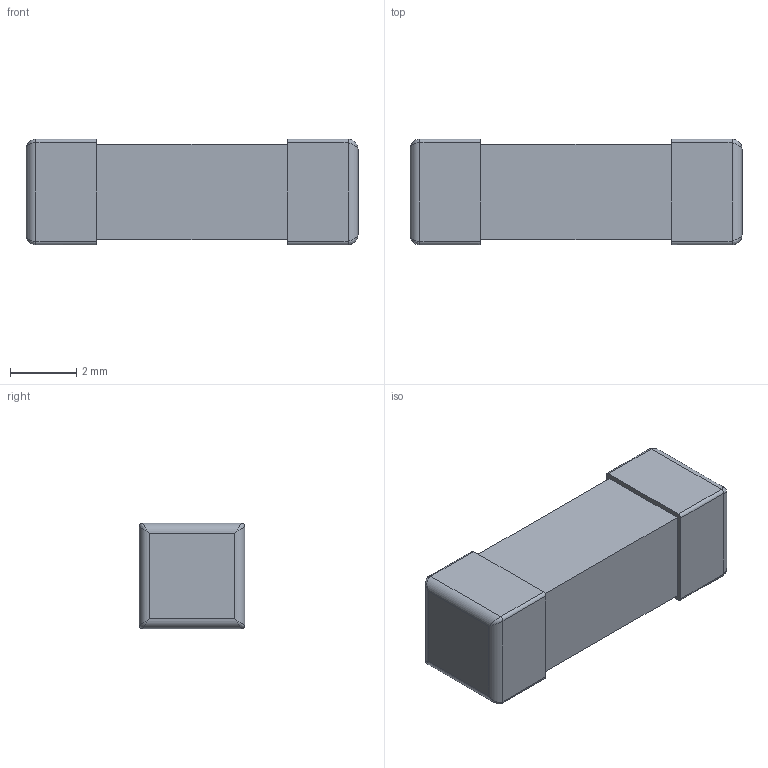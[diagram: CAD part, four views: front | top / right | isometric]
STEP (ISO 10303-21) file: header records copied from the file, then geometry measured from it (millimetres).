
FILE_DESCRIPTION(('FreeCAD Model'),'2;1');
FILE_NAME('Fuse.step', '2020-06-03T17:30:49',('Author'),(''), 'Open CASCADE STEP processor 7.3','FreeCAD','Unknown');
FILE_SCHEMA(('AUTOMOTIVE_DESIGN { 1 0 10303 214 1 1 1 1 }'));
Length unit declared in the file: millimetre
Products named in the file (3): Cube002; Fillet004; Fillet009
Bounding box: 10 x 3.18 x 3.18 mm (x, y, z)
Volume: 90.2 mm3; surface area: 173.2 mm2
Topology: 3 solids, 3 shells, 42 faces, 92 edges, 48 vertices
Faces by surface type: plane 18, cylinder 16, bspline 8
Entity records: 2905 total; most frequent: CARTESIAN_POINT 1111, DIRECTION 265, LINE 176, VECTOR 176, ORIENTED_EDGE 168, PCURVE 168, DEFINITIONAL_REPRESENTATION 168, EDGE_CURVE 84
